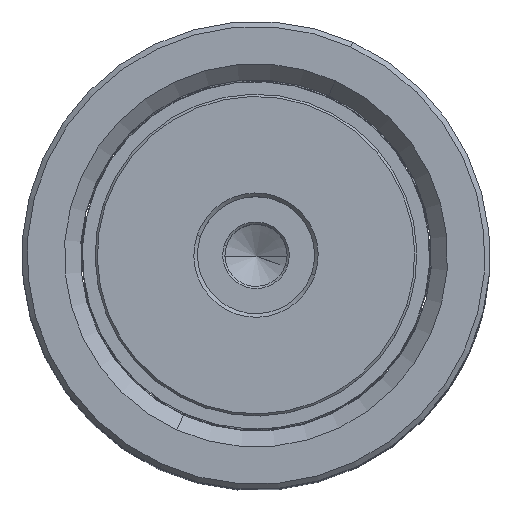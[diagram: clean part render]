
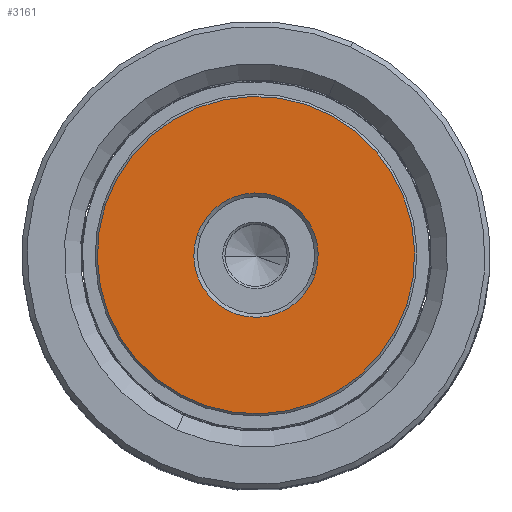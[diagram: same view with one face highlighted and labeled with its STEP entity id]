
A CAD part, top view. The second image highlights one B-rep face of the part: STEP entity #3161.
In plain terms, the highlighted face is planar.
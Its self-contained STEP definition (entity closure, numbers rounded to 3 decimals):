
#975 = VERTEX_POINT ( 'NONE', #36751 ) ;
#1717 = EDGE_CURVE ( 'NONE', #975, #21350, #14077, .T. ) ;
#2009 = EDGE_CURVE ( 'NONE', #21350, #975, #11928, .T. ) ;
#2362 = EDGE_LOOP ( 'NONE', ( #39634, #27277 ) ) ;
#2617 = FACE_BOUND ( 'NONE', #2362, .T. ) ;
#3161 = ADVANCED_FACE ( 'NONE', ( #10864, #2617 ), #32545, .F. ) ;
#3744 = DIRECTION ( 'NONE',  ( 1., 0., 0. ) ) ;
#4925 = CARTESIAN_POINT ( 'NONE',  ( 0., 0., 0. ) ) ;
#5072 = AXIS2_PLACEMENT_3D ( 'NONE', #29480, #25954, #19750 ) ;
#5632 = AXIS2_PLACEMENT_3D ( 'NONE', #23693, #10131, #36418 ) ;
#5731 = DIRECTION ( 'NONE',  ( 0., 0., 1. ) ) ;
#9326 = CARTESIAN_POINT ( 'NONE',  ( -21.7, 0., 0. ) ) ;
#9425 = EDGE_LOOP ( 'NONE', ( #28751, #20754 ) ) ;
#10131 = DIRECTION ( 'NONE',  ( 0., 0., 1. ) ) ;
#10864 = FACE_OUTER_BOUND ( 'NONE', #9425, .T. ) ;
#10996 = AXIS2_PLACEMENT_3D ( 'NONE', #4925, #31615, #41393 ) ;
#11928 = CIRCLE ( 'NONE', #34660, 8.5 ) ;
#13965 = DIRECTION ( 'NONE',  ( 0., 0., -1. ) ) ;
#14077 = CIRCLE ( 'NONE', #5072, 8.5 ) ;
#16807 = CIRCLE ( 'NONE', #10996, 21.7 ) ;
#18556 = AXIS2_PLACEMENT_3D ( 'NONE', #33592, #13965, #3744 ) ;
#18982 = CARTESIAN_POINT ( 'NONE',  ( 21.7, 0., 0. ) ) ;
#19750 = DIRECTION ( 'NONE',  ( 1., 0., 0. ) ) ;
#20754 = ORIENTED_EDGE ( 'NONE', *, *, #34817, .T. ) ;
#21085 = VERTEX_POINT ( 'NONE', #9326 ) ;
#21350 = VERTEX_POINT ( 'NONE', #24446 ) ;
#22171 = DIRECTION ( 'NONE',  ( 1., 0., 0. ) ) ;
#23693 = CARTESIAN_POINT ( 'NONE',  ( 0., 0., 0. ) ) ;
#24446 = CARTESIAN_POINT ( 'NONE',  ( 8.5, 0., 0. ) ) ;
#25954 = DIRECTION ( 'NONE',  ( 0., 0., 1. ) ) ;
#27277 = ORIENTED_EDGE ( 'NONE', *, *, #2009, .T. ) ;
#28751 = ORIENTED_EDGE ( 'NONE', *, *, #39813, .T. ) ;
#29480 = CARTESIAN_POINT ( 'NONE',  ( 0., 0., 0. ) ) ;
#31583 = CARTESIAN_POINT ( 'NONE',  ( 0., 0., 0. ) ) ;
#31615 = DIRECTION ( 'NONE',  ( 0., 0., -1. ) ) ;
#32545 = PLANE ( 'NONE',  #5632 ) ;
#33592 = CARTESIAN_POINT ( 'NONE',  ( 0., 0., 0. ) ) ;
#34004 = CIRCLE ( 'NONE', #18556, 21.7 ) ;
#34660 = AXIS2_PLACEMENT_3D ( 'NONE', #31583, #5731, #22171 ) ;
#34817 = EDGE_CURVE ( 'NONE', #21085, #41067, #16807, .T. ) ;
#36418 = DIRECTION ( 'NONE',  ( 1., 0., 0. ) ) ;
#36751 = CARTESIAN_POINT ( 'NONE',  ( -8.5, 0., 0. ) ) ;
#39634 = ORIENTED_EDGE ( 'NONE', *, *, #1717, .T. ) ;
#39813 = EDGE_CURVE ( 'NONE', #41067, #21085, #34004, .T. ) ;
#41067 = VERTEX_POINT ( 'NONE', #18982 ) ;
#41393 = DIRECTION ( 'NONE',  ( 1., 0., 0. ) ) ;
